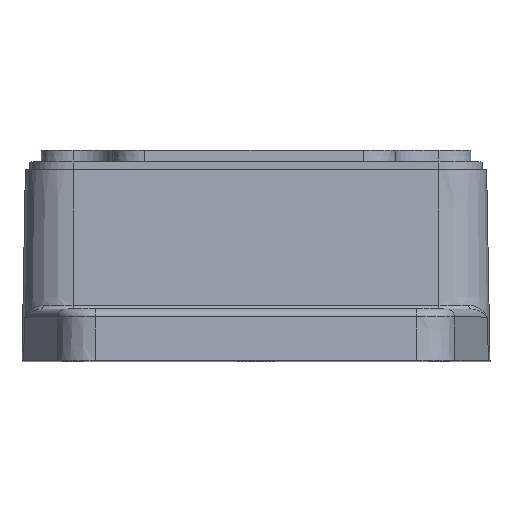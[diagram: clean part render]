
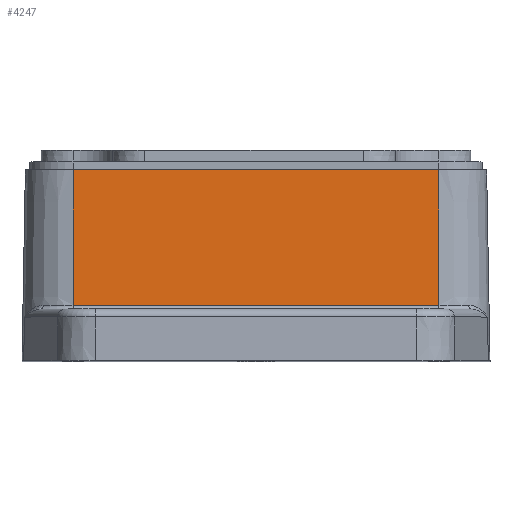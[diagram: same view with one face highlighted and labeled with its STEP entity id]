
A CAD part, top view. The second image highlights one B-rep face of the part: STEP entity #4247.
In plain terms, the highlighted planar face has unit normal (0, 0.018, 1).
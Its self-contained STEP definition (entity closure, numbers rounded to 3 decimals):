
#182 = ORIENTED_EDGE ( 'NONE', *, *, #6956, .F. ) ;
#627 = DIRECTION ( 'NONE',  ( 1., 0., 0. ) ) ;
#1323 = CARTESIAN_POINT ( 'NONE',  ( 23., -17.018, 32.297 ) ) ;
#1710 = PLANE ( 'NONE',  #4492 ) ;
#2429 = CARTESIAN_POINT ( 'NONE',  ( 23., 0., 32. ) ) ;
#2578 = DIRECTION ( 'NONE',  ( 0., 1., -0.017 ) ) ;
#2887 = DIRECTION ( 'NONE',  ( 0., 1., -0.017 ) ) ;
#2897 = EDGE_CURVE ( 'NONE', #4175, #4830, #4643, .T. ) ;
#3128 = DIRECTION ( 'NONE',  ( 0., 0.017, 1. ) ) ;
#3641 = CARTESIAN_POINT ( 'NONE',  ( 23., 0., 32. ) ) ;
#3835 = CARTESIAN_POINT ( 'NONE',  ( 0., 0., 32. ) ) ;
#4082 = CARTESIAN_POINT ( 'NONE',  ( 0., -17.018, 32.297 ) ) ;
#4175 = VERTEX_POINT ( 'NONE', #6154 ) ;
#4210 = LINE ( 'NONE', #9186, #7133 ) ;
#4247 = ADVANCED_FACE ( 'NONE', ( #4590 ), #1710, .T. ) ;
#4480 = VERTEX_POINT ( 'NONE', #9281 ) ;
#4492 = AXIS2_PLACEMENT_3D ( 'NONE', #3835, #3128, #6005 ) ;
#4518 = CARTESIAN_POINT ( 'NONE',  ( -23., 0., 32. ) ) ;
#4590 = FACE_OUTER_BOUND ( 'NONE', #8887, .T. ) ;
#4613 = LINE ( 'NONE', #4518, #9093 ) ;
#4643 = LINE ( 'NONE', #4082, #7610 ) ;
#4830 = VERTEX_POINT ( 'NONE', #1323 ) ;
#5918 = EDGE_CURVE ( 'NONE', #4480, #7384, #4210, .T. ) ;
#6005 = DIRECTION ( 'NONE',  ( 1., 0., 0. ) ) ;
#6096 = DIRECTION ( 'NONE',  ( 1., 0., 0. ) ) ;
#6154 = CARTESIAN_POINT ( 'NONE',  ( -23., -17.018, 32.297 ) ) ;
#6956 = EDGE_CURVE ( 'NONE', #4175, #4480, #4613, .T. ) ;
#7014 = VECTOR ( 'NONE', #2887, 1000. ) ;
#7123 = LINE ( 'NONE', #3641, #7014 ) ;
#7133 = VECTOR ( 'NONE', #627, 1000. ) ;
#7158 = ORIENTED_EDGE ( 'NONE', *, *, #7651, .T. ) ;
#7384 = VERTEX_POINT ( 'NONE', #2429 ) ;
#7610 = VECTOR ( 'NONE', #6096, 1000. ) ;
#7651 = EDGE_CURVE ( 'NONE', #4830, #7384, #7123, .T. ) ;
#8110 = ORIENTED_EDGE ( 'NONE', *, *, #5918, .F. ) ;
#8819 = ORIENTED_EDGE ( 'NONE', *, *, #2897, .T. ) ;
#8887 = EDGE_LOOP ( 'NONE', ( #182, #8819, #7158, #8110 ) ) ;
#9093 = VECTOR ( 'NONE', #2578, 1000. ) ;
#9186 = CARTESIAN_POINT ( 'NONE',  ( -23., 0., 32. ) ) ;
#9281 = CARTESIAN_POINT ( 'NONE',  ( -23., 0., 32. ) ) ;
